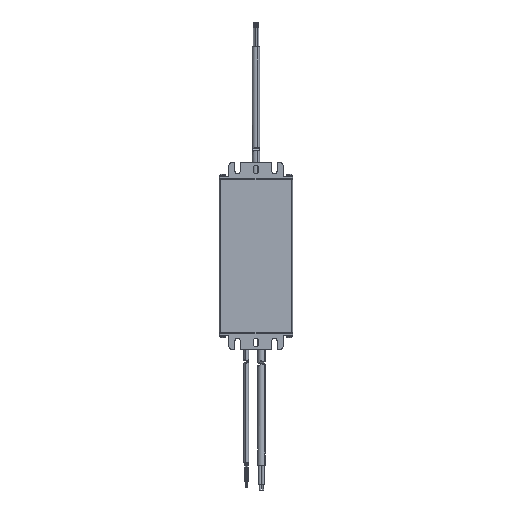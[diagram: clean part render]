
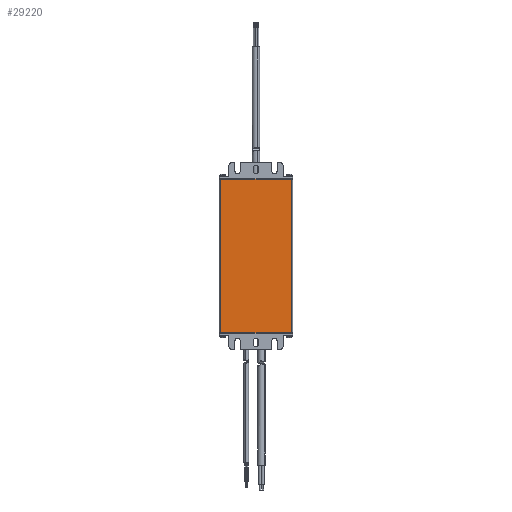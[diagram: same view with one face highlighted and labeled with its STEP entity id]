
A CAD part, front view. The second image highlights one B-rep face of the part: STEP entity #29220.
In plain terms, the highlighted planar face has unit normal (0, -1, 0).
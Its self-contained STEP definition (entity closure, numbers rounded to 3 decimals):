
#562 = CARTESIAN_POINT ( 'NONE',  ( -32.75, 0., 142. ) ) ;
#563 = CARTESIAN_POINT ( 'NONE',  ( 32.75, 0., 142. ) ) ;
#564 = CARTESIAN_POINT ( 'NONE',  ( -32.75, 0., 0. ) ) ;
#565 = CARTESIAN_POINT ( 'NONE',  ( 32.75, 0., 0. ) ) ;
#13852 = FACE_OUTER_BOUND ( 'NONE', #20247, .T. ) ;
#13855 = AXIS2_PLACEMENT_3D ( 'NONE', #15542, #15543, #15544 ) ;
#15541 = PLANE ( 'NONE',  #13855 ) ;
#15542 = CARTESIAN_POINT ( 'NONE',  ( -33.75, 0., 142. ) ) ;
#15543 = DIRECTION ( 'NONE',  ( 0., 1., 0. ) ) ;
#15544 = DIRECTION ( 'NONE',  ( 0., 0., 1. ) ) ;
#16654 = VECTOR ( 'NONE', #17685, 1000. ) ;
#16655 = VECTOR ( 'NONE', #17688, 1000. ) ;
#16656 = VECTOR ( 'NONE', #17691, 1000. ) ;
#16657 = VECTOR ( 'NONE', #17694, 1000. ) ;
#17683 = LINE ( 'NONE', #17684, #16654 ) ;
#17684 = CARTESIAN_POINT ( 'NONE',  ( -32.75, 0., 142. ) ) ;
#17685 = DIRECTION ( 'NONE',  ( 0., 0., -1. ) ) ;
#17686 = LINE ( 'NONE', #17687, #16655 ) ;
#17687 = CARTESIAN_POINT ( 'NONE',  ( -33.75, 0., 142. ) ) ;
#17688 = DIRECTION ( 'NONE',  ( 1., 0., 0. ) ) ;
#17689 = LINE ( 'NONE', #17690, #16656 ) ;
#17690 = CARTESIAN_POINT ( 'NONE',  ( -33.75, 0., 0. ) ) ;
#17691 = DIRECTION ( 'NONE',  ( 1., 0., 0. ) ) ;
#17692 = LINE ( 'NONE', #17693, #16657 ) ;
#17693 = CARTESIAN_POINT ( 'NONE',  ( 32.75, 0., 142. ) ) ;
#17694 = DIRECTION ( 'NONE',  ( 0., 0., 1. ) ) ;
#20050 = VERTEX_POINT ( 'NONE', #562 ) ;
#20051 = VERTEX_POINT ( 'NONE', #563 ) ;
#20052 = VERTEX_POINT ( 'NONE', #564 ) ;
#20053 = VERTEX_POINT ( 'NONE', #565 ) ;
#20247 = EDGE_LOOP ( 'NONE', ( #23767, #23769, #23768, #23770 ) ) ;
#23767 = ORIENTED_EDGE ( 'NONE', *, *, #29467, .F. ) ;
#23768 = ORIENTED_EDGE ( 'NONE', *, *, #29468, .T. ) ;
#23769 = ORIENTED_EDGE ( 'NONE', *, *, #29466, .T. ) ;
#23770 = ORIENTED_EDGE ( 'NONE', *, *, #29469, .T. ) ;
#29220 = ADVANCED_FACE ( 'NONE', ( #13852 ), #15541, .F. ) ;
#29466 = EDGE_CURVE ( 'NONE', #20050, #20052, #17683, .T. ) ;
#29467 = EDGE_CURVE ( 'NONE', #20050, #20051, #17686, .T. ) ;
#29468 = EDGE_CURVE ( 'NONE', #20052, #20053, #17689, .T. ) ;
#29469 = EDGE_CURVE ( 'NONE', #20053, #20051, #17692, .T. ) ;
